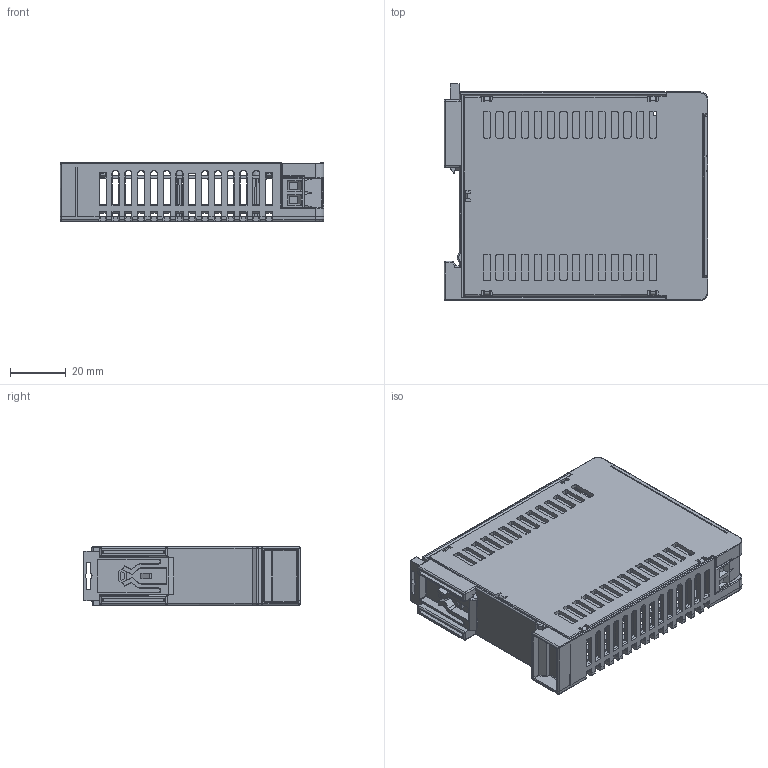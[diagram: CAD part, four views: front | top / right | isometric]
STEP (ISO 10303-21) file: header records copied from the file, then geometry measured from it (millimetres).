
FILE_DESCRIPTION (( 'STEP AP214' ), '1' );
FILE_NAME ('PSV24-30S.STEP', '2018-09-12T21:57:58', ( '' ), ( '' ), 'SwSTEP 2.0', 'SolidWorks 2017', '' );
FILE_SCHEMA (( 'AUTOMOTIVE_DESIGN' ));
Length unit declared in the file: inch
Products named in the file (1): PSV24-30S
Bounding box: 95 x 78 x 21 mm (x, y, z)
Volume: 39031.2 mm3; surface area: 63336.8 mm2
Topology: 13 solids, 15 shells, 2555 faces, 7034 edges, 4500 vertices
Faces by surface type: plane 1812, cylinder 578, bspline 131, cone 33, torus 1
Full cylindrical faces by diameter (mm): 3.15 x1, 3.9 x5, 4 x7, 4.013 x5
Entity records: 126159 total; most frequent: CARTESIAN_POINT 33047, ORIENTED_EDGE 13890, DIRECTION 9796, EDGE_CURVE 6945, VERTEX_POINT 4488, VECTOR 4230, LINE 4230, EDGE_LOOP 2833
